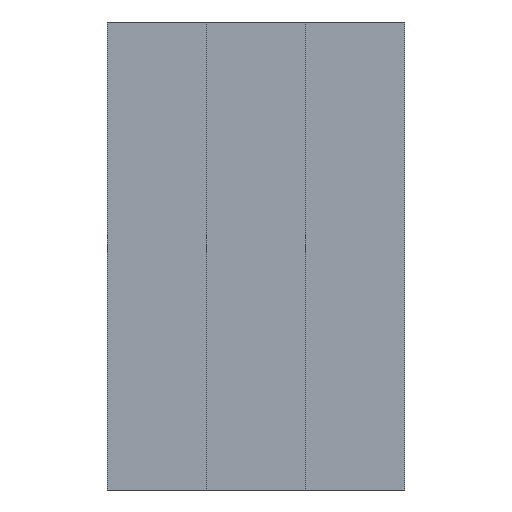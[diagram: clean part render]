
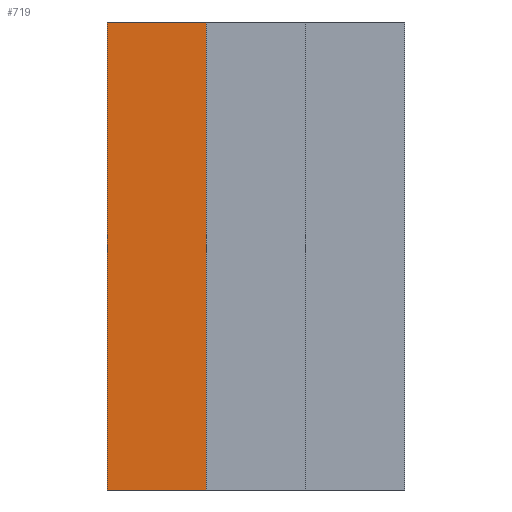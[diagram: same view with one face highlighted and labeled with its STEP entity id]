
A CAD part, front view. The second image highlights one B-rep face of the part: STEP entity #719.
In plain terms, the highlighted planar face has unit normal (0, -1, 0).
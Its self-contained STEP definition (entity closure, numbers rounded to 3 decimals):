
#47 = PLANE('',#48);
#48 = AXIS2_PLACEMENT_3D('',#49,#50,#51);
#49 = CARTESIAN_POINT('',(-1.27,-1.27,12.));
#50 = DIRECTION('',(0.,0.,1.));
#51 = DIRECTION('',(1.,0.,0.));
#156 = VERTEX_POINT('',#157);
#157 = CARTESIAN_POINT('',(-1.27,-1.27,12.));
#173 = PLANE('',#174);
#174 = AXIS2_PLACEMENT_3D('',#175,#176,#177);
#175 = CARTESIAN_POINT('',(-1.27,-1.27,0.));
#176 = DIRECTION('',(1.,0.,0.));
#177 = DIRECTION('',(0.,0.,1.));
#185 = EDGE_CURVE('',#156,#186,#188,.T.);
#186 = VERTEX_POINT('',#187);
#187 = CARTESIAN_POINT('',(1.27,-1.27,12.));
#188 = SURFACE_CURVE('',#189,(#193,#200),.PCURVE_S1.);
#189 = LINE('',#190,#191);
#190 = CARTESIAN_POINT('',(-1.27,-1.27,12.));
#191 = VECTOR('',#192,1.);
#192 = DIRECTION('',(1.,0.,0.));
#193 = PCURVE('',#47,#194);
#194 = DEFINITIONAL_REPRESENTATION('',(#195),#199);
#195 = LINE('',#196,#197);
#196 = CARTESIAN_POINT('',(0.,0.));
#197 = VECTOR('',#198,1.);
#198 = DIRECTION('',(1.,0.));
#199 = ( GEOMETRIC_REPRESENTATION_CONTEXT(2) 
PARAMETRIC_REPRESENTATION_CONTEXT() REPRESENTATION_CONTEXT('2D SPACE',''
  ) );
#200 = PCURVE('',#201,#206);
#201 = PLANE('',#202);
#202 = AXIS2_PLACEMENT_3D('',#203,#204,#205);
#203 = CARTESIAN_POINT('',(-1.27,-1.27,0.));
#204 = DIRECTION('',(0.,1.,0.));
#205 = DIRECTION('',(0.,0.,1.));
#206 = DEFINITIONAL_REPRESENTATION('',(#207),#211);
#207 = LINE('',#208,#209);
#208 = CARTESIAN_POINT('',(12.,0.));
#209 = VECTOR('',#210,1.);
#210 = DIRECTION('',(0.,1.));
#211 = ( GEOMETRIC_REPRESENTATION_CONTEXT(2) 
PARAMETRIC_REPRESENTATION_CONTEXT() REPRESENTATION_CONTEXT('2D SPACE',''
  ) );
#229 = PLANE('',#230);
#230 = AXIS2_PLACEMENT_3D('',#231,#232,#233);
#231 = CARTESIAN_POINT('',(1.27,-1.27,0.));
#232 = DIRECTION('',(1.,0.,0.));
#233 = DIRECTION('',(0.,0.,1.));
#487 = EDGE_CURVE('',#488,#156,#490,.T.);
#488 = VERTEX_POINT('',#489);
#489 = CARTESIAN_POINT('',(-1.27,-1.27,0.));
#490 = SURFACE_CURVE('',#491,(#495,#502),.PCURVE_S1.);
#491 = LINE('',#492,#493);
#492 = CARTESIAN_POINT('',(-1.27,-1.27,0.));
#493 = VECTOR('',#494,1.);
#494 = DIRECTION('',(0.,0.,1.));
#495 = PCURVE('',#173,#496);
#496 = DEFINITIONAL_REPRESENTATION('',(#497),#501);
#497 = LINE('',#498,#499);
#498 = CARTESIAN_POINT('',(0.,0.));
#499 = VECTOR('',#500,1.);
#500 = DIRECTION('',(1.,0.));
#501 = ( GEOMETRIC_REPRESENTATION_CONTEXT(2) 
PARAMETRIC_REPRESENTATION_CONTEXT() REPRESENTATION_CONTEXT('2D SPACE',''
  ) );
#502 = PCURVE('',#201,#503);
#503 = DEFINITIONAL_REPRESENTATION('',(#504),#508);
#504 = LINE('',#505,#506);
#505 = CARTESIAN_POINT('',(0.,0.));
#506 = VECTOR('',#507,1.);
#507 = DIRECTION('',(1.,0.));
#508 = ( GEOMETRIC_REPRESENTATION_CONTEXT(2) 
PARAMETRIC_REPRESENTATION_CONTEXT() REPRESENTATION_CONTEXT('2D SPACE',''
  ) );
#526 = PLANE('',#527);
#527 = AXIS2_PLACEMENT_3D('',#528,#529,#530);
#528 = CARTESIAN_POINT('',(-1.27,-1.27,0.));
#529 = DIRECTION('',(0.,0.,1.));
#530 = DIRECTION('',(1.,0.,0.));
#719 = ADVANCED_FACE('',(#720),#201,.F.);
#720 = FACE_BOUND('',#721,.F.);
#721 = EDGE_LOOP('',(#722,#745,#746,#747));
#722 = ORIENTED_EDGE('',*,*,#723,.F.);
#723 = EDGE_CURVE('',#488,#724,#726,.T.);
#724 = VERTEX_POINT('',#725);
#725 = CARTESIAN_POINT('',(1.27,-1.27,0.));
#726 = SURFACE_CURVE('',#727,(#731,#738),.PCURVE_S1.);
#727 = LINE('',#728,#729);
#728 = CARTESIAN_POINT('',(-1.27,-1.27,0.));
#729 = VECTOR('',#730,1.);
#730 = DIRECTION('',(1.,0.,0.));
#731 = PCURVE('',#201,#732);
#732 = DEFINITIONAL_REPRESENTATION('',(#733),#737);
#733 = LINE('',#734,#735);
#734 = CARTESIAN_POINT('',(0.,0.));
#735 = VECTOR('',#736,1.);
#736 = DIRECTION('',(0.,1.));
#737 = ( GEOMETRIC_REPRESENTATION_CONTEXT(2) 
PARAMETRIC_REPRESENTATION_CONTEXT() REPRESENTATION_CONTEXT('2D SPACE',''
  ) );
#738 = PCURVE('',#526,#739);
#739 = DEFINITIONAL_REPRESENTATION('',(#740),#744);
#740 = LINE('',#741,#742);
#741 = CARTESIAN_POINT('',(0.,0.));
#742 = VECTOR('',#743,1.);
#743 = DIRECTION('',(1.,0.));
#744 = ( GEOMETRIC_REPRESENTATION_CONTEXT(2) 
PARAMETRIC_REPRESENTATION_CONTEXT() REPRESENTATION_CONTEXT('2D SPACE',''
  ) );
#745 = ORIENTED_EDGE('',*,*,#487,.T.);
#746 = ORIENTED_EDGE('',*,*,#185,.T.);
#747 = ORIENTED_EDGE('',*,*,#748,.F.);
#748 = EDGE_CURVE('',#724,#186,#749,.T.);
#749 = SURFACE_CURVE('',#750,(#754,#761),.PCURVE_S1.);
#750 = LINE('',#751,#752);
#751 = CARTESIAN_POINT('',(1.27,-1.27,0.));
#752 = VECTOR('',#753,1.);
#753 = DIRECTION('',(0.,0.,1.));
#754 = PCURVE('',#201,#755);
#755 = DEFINITIONAL_REPRESENTATION('',(#756),#760);
#756 = LINE('',#757,#758);
#757 = CARTESIAN_POINT('',(0.,2.54));
#758 = VECTOR('',#759,1.);
#759 = DIRECTION('',(1.,0.));
#760 = ( GEOMETRIC_REPRESENTATION_CONTEXT(2) 
PARAMETRIC_REPRESENTATION_CONTEXT() REPRESENTATION_CONTEXT('2D SPACE',''
  ) );
#761 = PCURVE('',#229,#762);
#762 = DEFINITIONAL_REPRESENTATION('',(#763),#767);
#763 = LINE('',#764,#765);
#764 = CARTESIAN_POINT('',(0.,0.));
#765 = VECTOR('',#766,1.);
#766 = DIRECTION('',(1.,0.));
#767 = ( GEOMETRIC_REPRESENTATION_CONTEXT(2) 
PARAMETRIC_REPRESENTATION_CONTEXT() REPRESENTATION_CONTEXT('2D SPACE',''
  ) );
